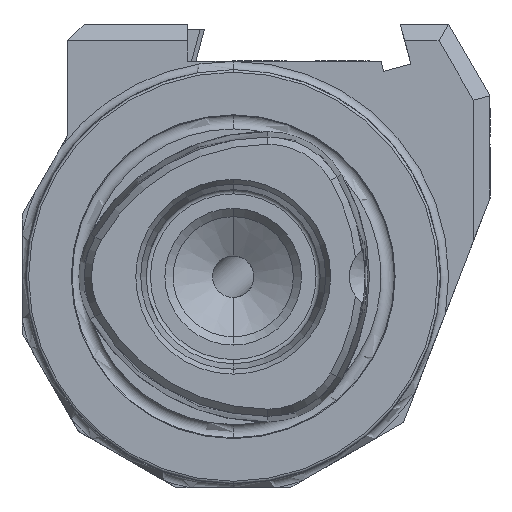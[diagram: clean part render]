
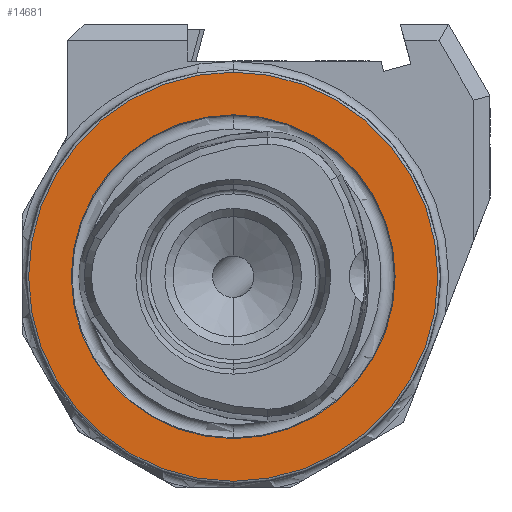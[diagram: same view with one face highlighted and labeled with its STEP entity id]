
A CAD part, left-side view. The second image highlights one B-rep face of the part: STEP entity #14681.
In plain terms, the highlighted planar face has unit normal (-1, 0, 0).
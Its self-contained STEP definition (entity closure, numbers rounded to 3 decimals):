
#462 = EDGE_LOOP ( 'NONE', ( #13226, #8975 ) ) ;
#565 = CARTESIAN_POINT ( 'NONE',  ( 0., 0., 0. ) ) ;
#1191 = DIRECTION ( 'NONE',  ( 0., 0., 1. ) ) ;
#1813 = CARTESIAN_POINT ( 'NONE',  ( 0., 0., 0. ) ) ;
#2592 = VERTEX_POINT ( 'NONE', #4521 ) ;
#2830 = EDGE_CURVE ( 'NONE', #3110, #8203, #11304, .T. ) ;
#3002 = DIRECTION ( 'NONE',  ( -1., 0., 0. ) ) ;
#3110 = VERTEX_POINT ( 'NONE', #6409 ) ;
#3400 = CIRCLE ( 'NONE', #5245, 24.7 ) ;
#4125 = DIRECTION ( 'NONE',  ( 0., 0., 1. ) ) ;
#4521 = CARTESIAN_POINT ( 'NONE',  ( 0., 0., 24.7 ) ) ;
#4580 = VERTEX_POINT ( 'NONE', #9803 ) ;
#4929 = FACE_OUTER_BOUND ( 'NONE', #462, .T. ) ;
#4947 = CIRCLE ( 'NONE', #10113, 19.55 ) ;
#4972 = ORIENTED_EDGE ( 'NONE', *, *, #8043, .F. ) ;
#5245 = AXIS2_PLACEMENT_3D ( 'NONE', #6961, #9309, #1191 ) ;
#5274 = CARTESIAN_POINT ( 'NONE',  ( 0., 0., 0. ) ) ;
#5365 = DIRECTION ( 'NONE',  ( -1., 0., 0. ) ) ;
#5866 = DIRECTION ( 'NONE',  ( 0., 0., -1. ) ) ;
#6409 = CARTESIAN_POINT ( 'NONE',  ( 0., 0., 19.55 ) ) ;
#6961 = CARTESIAN_POINT ( 'NONE',  ( 0., 0., 0. ) ) ;
#7561 = DIRECTION ( 'NONE',  ( -1., 0., 0. ) ) ;
#8043 = EDGE_CURVE ( 'NONE', #8203, #3110, #4947, .T. ) ;
#8203 = VERTEX_POINT ( 'NONE', #8976 ) ;
#8975 = ORIENTED_EDGE ( 'NONE', *, *, #10116, .T. ) ;
#8976 = CARTESIAN_POINT ( 'NONE',  ( 0., 0., -19.55 ) ) ;
#9309 = DIRECTION ( 'NONE',  ( -1., 0., 0. ) ) ;
#9803 = CARTESIAN_POINT ( 'NONE',  ( 0., 0., -24.7 ) ) ;
#10113 = AXIS2_PLACEMENT_3D ( 'NONE', #565, #7561, #13344 ) ;
#10116 = EDGE_CURVE ( 'NONE', #4580, #2592, #3400, .T. ) ;
#10165 = AXIS2_PLACEMENT_3D ( 'NONE', #5274, #5365, #4125 ) ;
#10522 = ORIENTED_EDGE ( 'NONE', *, *, #2830, .F. ) ;
#10702 = AXIS2_PLACEMENT_3D ( 'NONE', #1813, #3002, #14773 ) ;
#11201 = FACE_BOUND ( 'NONE', #11823, .T. ) ;
#11304 = CIRCLE ( 'NONE', #10165, 19.55 ) ;
#11604 = CARTESIAN_POINT ( 'NONE',  ( 0., 19.55, 0. ) ) ;
#11823 = EDGE_LOOP ( 'NONE', ( #10522, #4972 ) ) ;
#12939 = DIRECTION ( 'NONE',  ( 1., 0., 0. ) ) ;
#13226 = ORIENTED_EDGE ( 'NONE', *, *, #14537, .T. ) ;
#13344 = DIRECTION ( 'NONE',  ( 0., 0., 1. ) ) ;
#14537 = EDGE_CURVE ( 'NONE', #2592, #4580, #15102, .T. ) ;
#14681 = ADVANCED_FACE ( 'NONE', ( #11201, #4929 ), #15287, .F. ) ;
#14773 = DIRECTION ( 'NONE',  ( 0., 0., 1. ) ) ;
#15102 = CIRCLE ( 'NONE', #10702, 24.7 ) ;
#15176 = AXIS2_PLACEMENT_3D ( 'NONE', #11604, #12939, #5866 ) ;
#15287 = PLANE ( 'NONE',  #15176 ) ;
